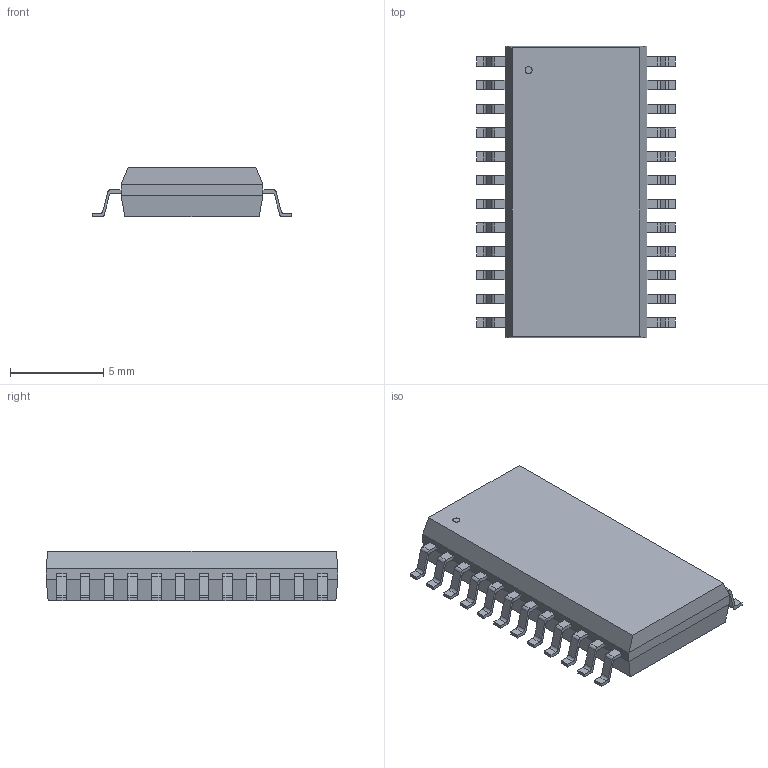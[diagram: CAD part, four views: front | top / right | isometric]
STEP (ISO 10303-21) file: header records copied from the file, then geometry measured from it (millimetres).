
FILE_DESCRIPTION(('STEP AP214'),'1');
FILE_NAME('DW24-L','2018-03-05T05:24:41',(''),(''),'','','');
FILE_SCHEMA(('AUTOMOTIVE_DESIGN'));
Length unit declared in the file: millimetre
Products named in the file (1): product
Bounding box: 10.64 x 15.6 x 2.64 mm (x, y, z)
Volume: 4.7 mm3; surface area: 422.8 mm2
Topology: 25 solids, 39 shells, 353 faces, 923 edges, 634 vertices
Faces by surface type: plane 256, cylinder 97
Full cylindrical faces by diameter (mm): 0.38 x1
Entity records: 11254 total; most frequent: CARTESIAN_POINT 1935, DIRECTION 1874, ORIENTED_EDGE 1788, EDGE_CURVE 922, LINE 728, VECTOR 728, VERTEX_POINT 690, AXIS2_PLACEMENT_3D 573
